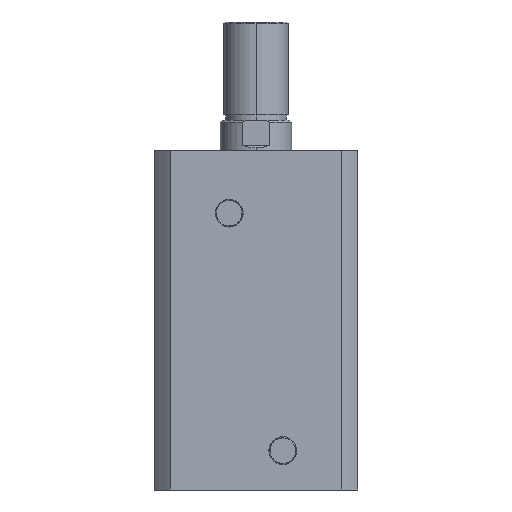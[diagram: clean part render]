
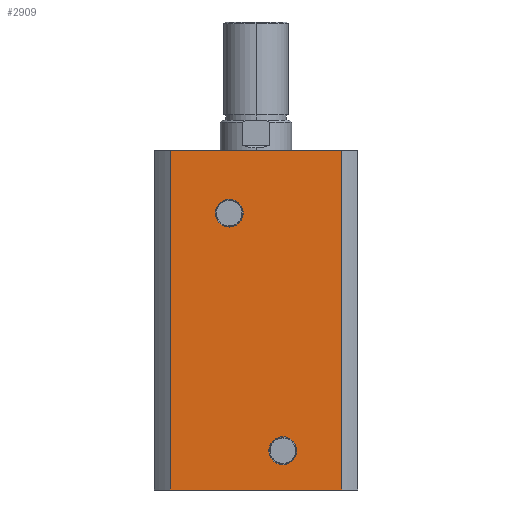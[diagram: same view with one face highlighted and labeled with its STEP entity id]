
A CAD part, left-side view. The second image highlights one B-rep face of the part: STEP entity #2909.
In plain terms, the highlighted planar face has unit normal (-1, 0, 0).
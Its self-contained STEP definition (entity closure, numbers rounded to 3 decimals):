
#63 = ORIENTED_EDGE ( 'NONE', *, *, #386, .T. ) ;
#64 = ORIENTED_EDGE ( 'NONE', *, *, #392, .F. ) ;
#65 = ORIENTED_EDGE ( 'NONE', *, *, #391, .F. ) ;
#66 = ORIENTED_EDGE ( 'NONE', *, *, #390, .T. ) ;
#67 = ORIENTED_EDGE ( 'NONE', *, *, #1785, .F. ) ;
#68 = ORIENTED_EDGE ( 'NONE', *, *, #389, .F. ) ;
#69 = ORIENTED_EDGE ( 'NONE', *, *, #2177, .F. ) ;
#70 = ORIENTED_EDGE ( 'NONE', *, *, #388, .F. ) ;
#386 = EDGE_CURVE ( 'NONE', #1074, #1197, #837, .T. ) ;
#388 = EDGE_CURVE ( 'NONE', #575, #540, #840, .T. ) ;
#389 = EDGE_CURVE ( 'NONE', #1259, #1155, #838, .T. ) ;
#390 = EDGE_CURVE ( 'NONE', #1197, #1264, #841, .T. ) ;
#391 = EDGE_CURVE ( 'NONE', #3475, #1264, #844, .T. ) ;
#392 = EDGE_CURVE ( 'NONE', #1074, #3475, #843, .T. ) ;
#540 = VERTEX_POINT ( 'NONE', #2587 ) ;
#575 = VERTEX_POINT ( 'NONE', #2621 ) ;
#837 = LINE ( 'NONE', #3539, #839 ) ;
#838 = CIRCLE ( 'NONE', #2209, 7.797 ) ;
#839 = VECTOR ( 'NONE', #3506, 1000. ) ;
#840 = CIRCLE ( 'NONE', #2210, 7.797 ) ;
#841 = LINE ( 'NONE', #3517, #845 ) ;
#843 = LINE ( 'NONE', #3518, #849 ) ;
#844 = LINE ( 'NONE', #3509, #847 ) ;
#845 = VECTOR ( 'NONE', #3535, 1000. ) ;
#847 = VECTOR ( 'NONE', #3505, 1000. ) ;
#849 = VECTOR ( 'NONE', #3502, 1000. ) ;
#998 = CIRCLE ( 'NONE', #2162, 7.797 ) ;
#1013 = CIRCLE ( 'NONE', #2141, 7.797 ) ;
#1074 = VERTEX_POINT ( 'NONE', #2626 ) ;
#1091 = FACE_OUTER_BOUND ( 'NONE', #1558, .T. ) ;
#1097 = FACE_BOUND ( 'NONE', #3713, .T. ) ;
#1101 = FACE_BOUND ( 'NONE', #3781, .T. ) ;
#1155 = VERTEX_POINT ( 'NONE', #2653 ) ;
#1197 = VERTEX_POINT ( 'NONE', #2664 ) ;
#1259 = VERTEX_POINT ( 'NONE', #2709 ) ;
#1264 = VERTEX_POINT ( 'NONE', #2713 ) ;
#1558 = EDGE_LOOP ( 'NONE', ( #66, #65, #64, #63 ) ) ;
#1607 = DIRECTION ( 'NONE',  ( 1., 0., 0. ) ) ;
#1613 = CARTESIAN_POINT ( 'NONE',  ( -57., 0., 190. ) ) ;
#1615 = PLANE ( 'NONE',  #3612 ) ;
#1617 = DIRECTION ( 'NONE',  ( 0., 1., 0. ) ) ;
#1785 = EDGE_CURVE ( 'NONE', #1155, #1259, #998, .T. ) ;
#2051 = CARTESIAN_POINT ( 'NONE',  ( -57., -47.971, 190. ) ) ;
#2141 = AXIS2_PLACEMENT_3D ( 'NONE', #2750, #2751, #2752 ) ;
#2162 = AXIS2_PLACEMENT_3D ( 'NONE', #2732, #2733, #2734 ) ;
#2177 = EDGE_CURVE ( 'NONE', #540, #575, #1013, .T. ) ;
#2209 = AXIS2_PLACEMENT_3D ( 'NONE', #3516, #3512, #3511 ) ;
#2210 = AXIS2_PLACEMENT_3D ( 'NONE', #3521, #3520, #3519 ) ;
#2587 = CARTESIAN_POINT ( 'NONE',  ( -57., -15., 14.203 ) ) ;
#2621 = CARTESIAN_POINT ( 'NONE',  ( -57., -15., 29.797 ) ) ;
#2626 = CARTESIAN_POINT ( 'NONE',  ( -57., 47.971, 190. ) ) ;
#2653 = CARTESIAN_POINT ( 'NONE',  ( -57., 15., 147.203 ) ) ;
#2664 = CARTESIAN_POINT ( 'NONE',  ( -57., 47.971, 0. ) ) ;
#2709 = CARTESIAN_POINT ( 'NONE',  ( -57., 15., 162.797 ) ) ;
#2713 = CARTESIAN_POINT ( 'NONE',  ( -57., -47.971, 0. ) ) ;
#2732 = CARTESIAN_POINT ( 'NONE',  ( -57., 15., 155. ) ) ;
#2733 = DIRECTION ( 'NONE',  ( -1., 0., 0. ) ) ;
#2734 = DIRECTION ( 'NONE',  ( 0., 0., 1. ) ) ;
#2750 = CARTESIAN_POINT ( 'NONE',  ( -57., -15., 22. ) ) ;
#2751 = DIRECTION ( 'NONE',  ( -1., 0., 0. ) ) ;
#2752 = DIRECTION ( 'NONE',  ( 0., 0., 1. ) ) ;
#2909 = ADVANCED_FACE ( 'NONE', ( #1097, #1101, #1091 ), #1615, .F. ) ;
#3475 = VERTEX_POINT ( 'NONE', #2051 ) ;
#3502 = DIRECTION ( 'NONE',  ( 0., -1., 0. ) ) ;
#3505 = DIRECTION ( 'NONE',  ( 0., 0., -1. ) ) ;
#3506 = DIRECTION ( 'NONE',  ( 0., 0., -1. ) ) ;
#3509 = CARTESIAN_POINT ( 'NONE',  ( -57., -47.971, 190. ) ) ;
#3511 = DIRECTION ( 'NONE',  ( 0., 0., 1. ) ) ;
#3512 = DIRECTION ( 'NONE',  ( -1., 0., 0. ) ) ;
#3516 = CARTESIAN_POINT ( 'NONE',  ( -57., 15., 155. ) ) ;
#3517 = CARTESIAN_POINT ( 'NONE',  ( -57., 0., 0. ) ) ;
#3518 = CARTESIAN_POINT ( 'NONE',  ( -57., 0., 190. ) ) ;
#3519 = DIRECTION ( 'NONE',  ( 0., 0., 1. ) ) ;
#3520 = DIRECTION ( 'NONE',  ( -1., 0., 0. ) ) ;
#3521 = CARTESIAN_POINT ( 'NONE',  ( -57., -15., 22. ) ) ;
#3535 = DIRECTION ( 'NONE',  ( 0., -1., 0. ) ) ;
#3539 = CARTESIAN_POINT ( 'NONE',  ( -57., 47.971, 190. ) ) ;
#3612 = AXIS2_PLACEMENT_3D ( 'NONE', #1613, #1607, #1617 ) ;
#3713 = EDGE_LOOP ( 'NONE', ( #70, #69 ) ) ;
#3781 = EDGE_LOOP ( 'NONE', ( #68, #67 ) ) ;
